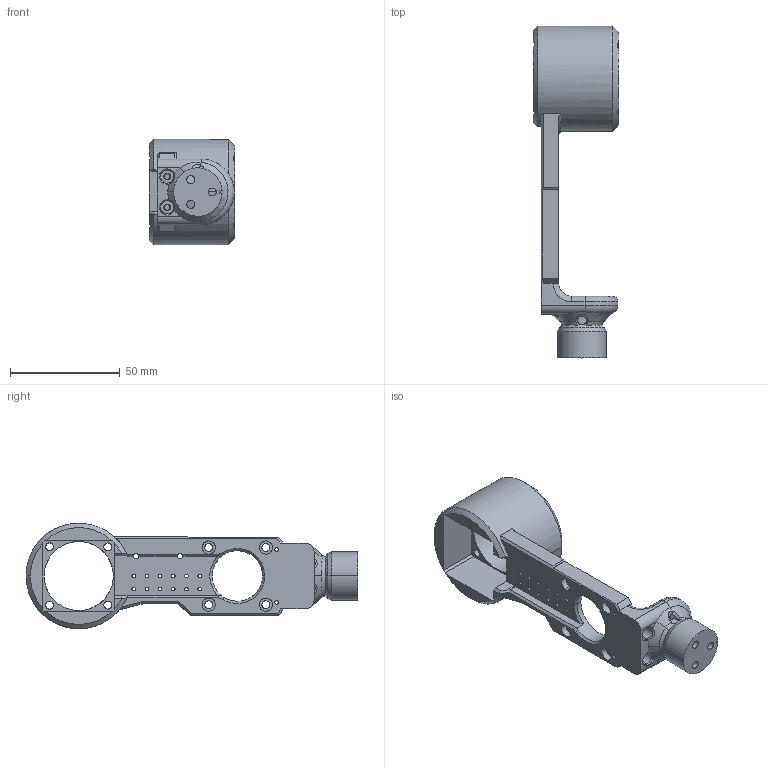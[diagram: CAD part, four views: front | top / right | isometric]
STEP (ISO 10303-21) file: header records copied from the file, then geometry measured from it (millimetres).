
FILE_DESCRIPTION (( 'STEP AP203' ), '1' );
FILE_NAME ('Joint5_Dummy v164 v1.STEP', '2023-12-03T07:55:23', ( '' ), ( '' ), 'SwSTEP 2.0', 'SolidWorks 2022', '' );
FILE_SCHEMA (( 'CONFIG_CONTROL_DESIGN' ));
Length unit declared in the file: millimetre
Products named in the file (1): Joint5_Dummy v164 v1
Bounding box: 39 x 151 x 47.96 mm (x, y, z)
Volume: 56860.8 mm3; surface area: 24787.8 mm2
Topology: 5 solids, 5 shells, 267 faces, 738 edges, 483 vertices
Faces by surface type: cylinder 120, plane 92, cone 28, bspline 22, torus 5
Entity records: 14892 total; most frequent: CARTESIAN_POINT 9188, ORIENTED_EDGE 1476, EDGE_CURVE 738, B_SPLINE_CURVE_WITH_KNOTS 615, DIRECTION 615, VERTEX_POINT 483, EDGE_LOOP 331, FACE_OUTER_BOUND 267
